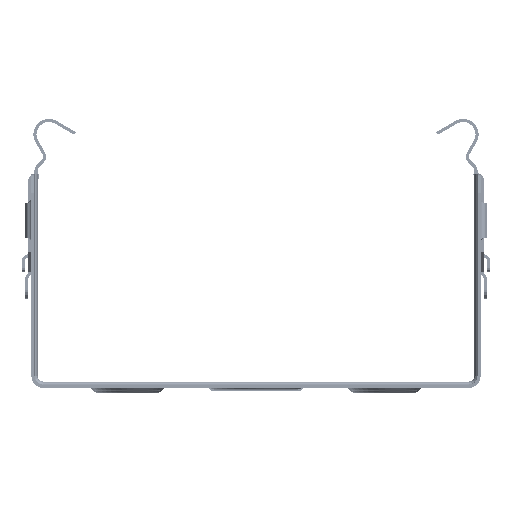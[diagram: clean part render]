
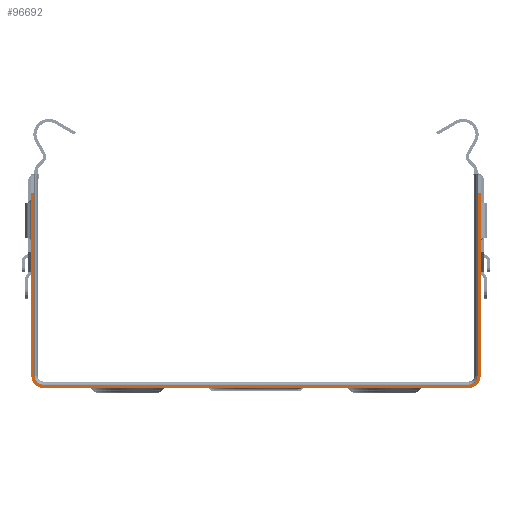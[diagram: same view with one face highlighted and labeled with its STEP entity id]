
A CAD part, front view. The second image highlights one B-rep face of the part: STEP entity #96692.
In plain terms, the highlighted planar face has unit normal (0, -1, 0).
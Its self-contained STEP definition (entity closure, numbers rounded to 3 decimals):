
#7768=CIRCLE('',#107777,2.7);
#7769=CIRCLE('',#107780,2.7);
#7770=CIRCLE('',#107782,2.);
#7771=CIRCLE('',#107785,2.);
#15351=FACE_OUTER_BOUND('',#21964,.T.);
#21964=EDGE_LOOP('',(#88738,#88739,#88740,#88741,#88742,#88743,#88744,#88745,
#88746,#88747,#88748,#88749));
#29658=LINE('',#164504,#37971);
#29709=LINE('',#164688,#38022);
#29853=LINE('',#165170,#38166);
#29861=LINE('',#165190,#38174);
#29867=LINE('',#165211,#38180);
#29871=LINE('',#165218,#38184);
#30274=LINE('',#166455,#38587);
#30276=LINE('',#166464,#38589);
#37971=VECTOR('',#136362,10.);
#38022=VECTOR('',#136513,10.);
#38166=VECTOR('',#136955,10.);
#38174=VECTOR('',#136977,10.);
#38180=VECTOR('',#137001,10.);
#38184=VECTOR('',#137007,10.);
#38587=VECTOR('',#138230,10.);
#38589=VECTOR('',#138242,10.);
#46629=VERTEX_POINT('',#164501);
#46630=VERTEX_POINT('',#164503);
#46692=VERTEX_POINT('',#164685);
#46693=VERTEX_POINT('',#164687);
#46822=VERTEX_POINT('',#165168);
#46827=VERTEX_POINT('',#165188);
#46833=VERTEX_POINT('',#165210);
#46835=VERTEX_POINT('',#165216);
#47208=VERTEX_POINT('',#166449);
#47209=VERTEX_POINT('',#166453);
#47210=VERTEX_POINT('',#166459);
#47211=VERTEX_POINT('',#166463);
#60128=EDGE_CURVE('',#46630,#46629,#29658,.T.);
#60212=EDGE_CURVE('',#46693,#46692,#29709,.T.);
#60427=EDGE_CURVE('',#46822,#46630,#29853,.T.);
#60437=EDGE_CURVE('',#46692,#46827,#29861,.T.);
#60447=EDGE_CURVE('',#46833,#46822,#29867,.T.);
#60451=EDGE_CURVE('',#46827,#46835,#29871,.T.);
#61049=EDGE_CURVE('',#46629,#47208,#7768,.T.);
#61051=EDGE_CURVE('',#47208,#47209,#30274,.T.);
#61052=EDGE_CURVE('',#47209,#46693,#7769,.T.);
#61053=EDGE_CURVE('',#47210,#46833,#7770,.T.);
#61055=EDGE_CURVE('',#47211,#47210,#30276,.T.);
#61057=EDGE_CURVE('',#46835,#47211,#7771,.T.);
#88738=ORIENTED_EDGE('',*,*,#60437,.T.);
#88739=ORIENTED_EDGE('',*,*,#60451,.T.);
#88740=ORIENTED_EDGE('',*,*,#61057,.T.);
#88741=ORIENTED_EDGE('',*,*,#61055,.T.);
#88742=ORIENTED_EDGE('',*,*,#61053,.T.);
#88743=ORIENTED_EDGE('',*,*,#60447,.T.);
#88744=ORIENTED_EDGE('',*,*,#60427,.T.);
#88745=ORIENTED_EDGE('',*,*,#60128,.T.);
#88746=ORIENTED_EDGE('',*,*,#61049,.T.);
#88747=ORIENTED_EDGE('',*,*,#61051,.T.);
#88748=ORIENTED_EDGE('',*,*,#61052,.T.);
#88749=ORIENTED_EDGE('',*,*,#60212,.T.);
#91129=PLANE('',#107786);
#96692=ADVANCED_FACE('',(#15351),#91129,.T.);
#107777=AXIS2_PLACEMENT_3D('',#166451,#138225,#138226);
#107780=AXIS2_PLACEMENT_3D('',#166457,#138233,#138234);
#107782=AXIS2_PLACEMENT_3D('',#166460,#138237,#138238);
#107785=AXIS2_PLACEMENT_3D('',#166467,#138246,#138247);
#107786=AXIS2_PLACEMENT_3D('',#166468,#138248,#138249);
#136362=DIRECTION('',(0.,0.,-1.));
#136513=DIRECTION('',(0.,0.,1.));
#136955=DIRECTION('',(-1.,0.,0.));
#136977=DIRECTION('',(-1.,0.,0.));
#137001=DIRECTION('',(0.,0.,1.));
#137007=DIRECTION('',(0.,0.,-1.));
#138225=DIRECTION('center_axis',(0.,-1.,0.));
#138226=DIRECTION('ref_axis',(-1.,0.,0.));
#138230=DIRECTION('',(1.,0.,0.));
#138233=DIRECTION('center_axis',(0.,-1.,0.));
#138234=DIRECTION('ref_axis',(0.,0.,-1.));
#138237=DIRECTION('center_axis',(0.,1.,0.));
#138238=DIRECTION('ref_axis',(1.,0.,0.));
#138242=DIRECTION('',(-1.,0.,0.));
#138246=DIRECTION('center_axis',(0.,1.,0.));
#138247=DIRECTION('ref_axis',(0.,0.,1.));
#138248=DIRECTION('center_axis',(0.,-1.,0.));
#138249=DIRECTION('ref_axis',(0.,0.,-1.));
#164501=CARTESIAN_POINT('',(-50.7,-51.,2.));
#164503=CARTESIAN_POINT('',(-50.7,-51.,43.387));
#164504=CARTESIAN_POINT('',(-50.7,-51.,48.387));
#164685=CARTESIAN_POINT('',(50.7,-51.,43.387));
#164687=CARTESIAN_POINT('',(50.7,-51.,2.));
#164688=CARTESIAN_POINT('',(50.7,-51.,2.));
#165168=CARTESIAN_POINT('',(-50.,-51.,43.387));
#165170=CARTESIAN_POINT('',(25.,-51.,43.387));
#165188=CARTESIAN_POINT('',(50.,-51.,43.387));
#165190=CARTESIAN_POINT('',(25.,-51.,43.387));
#165210=CARTESIAN_POINT('',(-50.,-51.,2.));
#165211=CARTESIAN_POINT('',(-50.,-51.,2.));
#165216=CARTESIAN_POINT('',(50.,-51.,2.));
#165218=CARTESIAN_POINT('',(50.,-51.,48.387));
#166449=CARTESIAN_POINT('',(-48.,-51.,-0.7));
#166451=CARTESIAN_POINT('Origin',(-48.,-51.,2.));
#166453=CARTESIAN_POINT('',(48.,-51.,-0.7));
#166455=CARTESIAN_POINT('',(-48.,-51.,-0.7));
#166457=CARTESIAN_POINT('Origin',(48.,-51.,2.));
#166459=CARTESIAN_POINT('',(-48.,-51.,0.));
#166460=CARTESIAN_POINT('Origin',(-48.,-51.,2.));
#166463=CARTESIAN_POINT('',(48.,-51.,0.));
#166464=CARTESIAN_POINT('',(48.,-51.,0.));
#166467=CARTESIAN_POINT('Origin',(48.,-51.,2.));
#166468=CARTESIAN_POINT('Origin',(0.,-51.,23.844));
